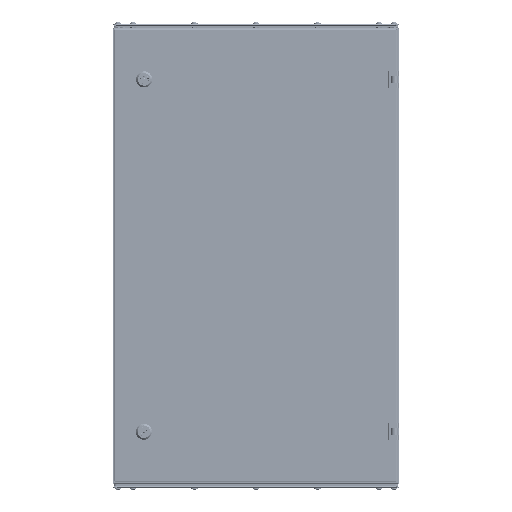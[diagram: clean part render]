
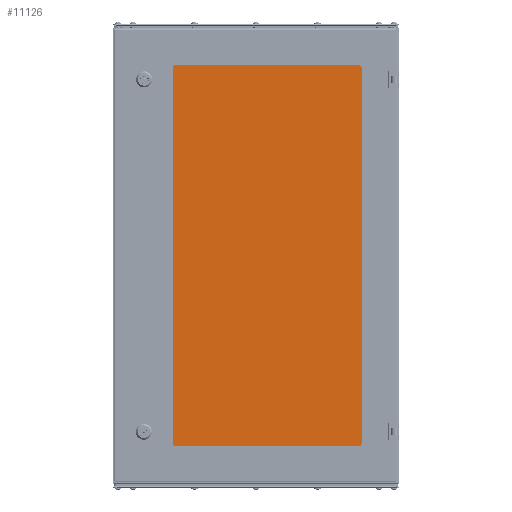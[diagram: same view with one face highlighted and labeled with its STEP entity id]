
A CAD part, top view. The second image highlights one B-rep face of the part: STEP entity #11126.
In plain terms, the highlighted planar face has unit normal (0, 0, 1).
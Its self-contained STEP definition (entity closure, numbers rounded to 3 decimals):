
#530 = DIRECTION ( 'NONE',  ( -1., 0., 0. ) ) ;
#1803 = AXIS2_PLACEMENT_3D ( 'NONE', #47579, #68567, #6035 ) ;
#1852 = EDGE_CURVE ( 'NONE', #77325, #6457, #61118, .T. ) ;
#4463 = LINE ( 'NONE', #75183, #50780 ) ;
#5689 = PLANE ( 'NONE',  #77348 ) ;
#5810 = EDGE_CURVE ( 'NONE', #58580, #67241, #84539, .T. ) ;
#5990 = EDGE_CURVE ( 'NONE', #87591, #58580, #14200, .T. ) ;
#6035 = DIRECTION ( 'NONE',  ( -1., 0., 0. ) ) ;
#6242 = DIRECTION ( 'NONE',  ( 0., -1., 0. ) ) ;
#6457 = VERTEX_POINT ( 'NONE', #55769 ) ;
#7051 = ORIENTED_EDGE ( 'NONE', *, *, #18210, .T. ) ;
#8296 = ORIENTED_EDGE ( 'NONE', *, *, #48673, .T. ) ;
#9232 = DIRECTION ( 'NONE',  ( -1., 0., 0. ) ) ;
#11126 = ADVANCED_FACE ( 'NONE', ( #34872 ), #5689, .F. ) ;
#11650 = DIRECTION ( 'NONE',  ( 0., 0., 1. ) ) ;
#11722 = VERTEX_POINT ( 'NONE', #84467 ) ;
#13423 = DIRECTION ( 'NONE',  ( 0., 0., -1. ) ) ;
#14200 = LINE ( 'NONE', #48921, #18934 ) ;
#16531 = DIRECTION ( 'NONE',  ( 0., 0., 1. ) ) ;
#16955 = ORIENTED_EDGE ( 'NONE', *, *, #5990, .T. ) ;
#18210 = EDGE_CURVE ( 'NONE', #11722, #87591, #70073, .T. ) ;
#18934 = VECTOR ( 'NONE', #530, 1000. ) ;
#20319 = DIRECTION ( 'NONE',  ( -1., 0., 0. ) ) ;
#23002 = CARTESIAN_POINT ( 'NONE',  ( -177.75, -345.5, 4. ) ) ;
#23402 = CARTESIAN_POINT ( 'NONE',  ( 167.75, 345.5, 4. ) ) ;
#34872 = FACE_OUTER_BOUND ( 'NONE', #45292, .T. ) ;
#36304 = LINE ( 'NONE', #23002, #65446 ) ;
#36663 = CARTESIAN_POINT ( 'NONE',  ( -167.75, 335.5, 4. ) ) ;
#38107 = DIRECTION ( 'NONE',  ( 1., 0., 0. ) ) ;
#39156 = CARTESIAN_POINT ( 'NONE',  ( -167.75, -345.5, 4. ) ) ;
#40062 = CARTESIAN_POINT ( 'NONE',  ( -177.75, -345.5, 4. ) ) ;
#42886 = EDGE_CURVE ( 'NONE', #67241, #56106, #68786, .T. ) ;
#43772 = AXIS2_PLACEMENT_3D ( 'NONE', #36663, #16531, #9232 ) ;
#45292 = EDGE_LOOP ( 'NONE', ( #8296, #85368, #69070, #7051, #16955, #65246, #77993, #50955 ) ) ;
#46345 = CARTESIAN_POINT ( 'NONE',  ( 167.75, -335.5, 4. ) ) ;
#46738 = AXIS2_PLACEMENT_3D ( 'NONE', #55500, #70524, #20319 ) ;
#47579 = CARTESIAN_POINT ( 'NONE',  ( -167.75, -335.5, 4. ) ) ;
#48673 = EDGE_CURVE ( 'NONE', #77421, #77325, #36304, .T. ) ;
#48921 = CARTESIAN_POINT ( 'NONE',  ( -177.75, 345.5, 4. ) ) ;
#50780 = VECTOR ( 'NONE', #53748, 1000. ) ;
#50955 = ORIENTED_EDGE ( 'NONE', *, *, #55737, .T. ) ;
#53748 = DIRECTION ( 'NONE',  ( 0., 1., 0. ) ) ;
#55500 = CARTESIAN_POINT ( 'NONE',  ( 167.75, 335.5, 4. ) ) ;
#55737 = EDGE_CURVE ( 'NONE', #56106, #77421, #62979, .T. ) ;
#55769 = CARTESIAN_POINT ( 'NONE',  ( 177.75, -335.5, 4. ) ) ;
#56106 = VERTEX_POINT ( 'NONE', #82124 ) ;
#58580 = VERTEX_POINT ( 'NONE', #79893 ) ;
#61118 = CIRCLE ( 'NONE', #62615, 10. ) ;
#62615 = AXIS2_PLACEMENT_3D ( 'NONE', #46345, #11650, #81478 ) ;
#62713 = CARTESIAN_POINT ( 'NONE',  ( 0., 0., 4. ) ) ;
#62979 = CIRCLE ( 'NONE', #1803, 10. ) ;
#65246 = ORIENTED_EDGE ( 'NONE', *, *, #5810, .T. ) ;
#65446 = VECTOR ( 'NONE', #38107, 1000. ) ;
#67241 = VERTEX_POINT ( 'NONE', #68781 ) ;
#68567 = DIRECTION ( 'NONE',  ( 0., 0., 1. ) ) ;
#68781 = CARTESIAN_POINT ( 'NONE',  ( -177.75, 335.5, 4. ) ) ;
#68786 = LINE ( 'NONE', #40062, #80837 ) ;
#69070 = ORIENTED_EDGE ( 'NONE', *, *, #71180, .T. ) ;
#69115 = DIRECTION ( 'NONE',  ( -1., 0., 0. ) ) ;
#70073 = CIRCLE ( 'NONE', #46738, 10. ) ;
#70483 = CARTESIAN_POINT ( 'NONE',  ( 167.75, -345.5, 4. ) ) ;
#70524 = DIRECTION ( 'NONE',  ( 0., 0., 1. ) ) ;
#71180 = EDGE_CURVE ( 'NONE', #6457, #11722, #4463, .T. ) ;
#75183 = CARTESIAN_POINT ( 'NONE',  ( 177.75, -345.5, 4. ) ) ;
#77325 = VERTEX_POINT ( 'NONE', #70483 ) ;
#77348 = AXIS2_PLACEMENT_3D ( 'NONE', #62713, #13423, #69115 ) ;
#77421 = VERTEX_POINT ( 'NONE', #39156 ) ;
#77993 = ORIENTED_EDGE ( 'NONE', *, *, #42886, .T. ) ;
#79893 = CARTESIAN_POINT ( 'NONE',  ( -167.75, 345.5, 4. ) ) ;
#80837 = VECTOR ( 'NONE', #6242, 1000. ) ;
#81478 = DIRECTION ( 'NONE',  ( -1., 0., 0. ) ) ;
#82124 = CARTESIAN_POINT ( 'NONE',  ( -177.75, -335.5, 4. ) ) ;
#84467 = CARTESIAN_POINT ( 'NONE',  ( 177.75, 335.5, 4. ) ) ;
#84539 = CIRCLE ( 'NONE', #43772, 10. ) ;
#85368 = ORIENTED_EDGE ( 'NONE', *, *, #1852, .T. ) ;
#87591 = VERTEX_POINT ( 'NONE', #23402 ) ;
